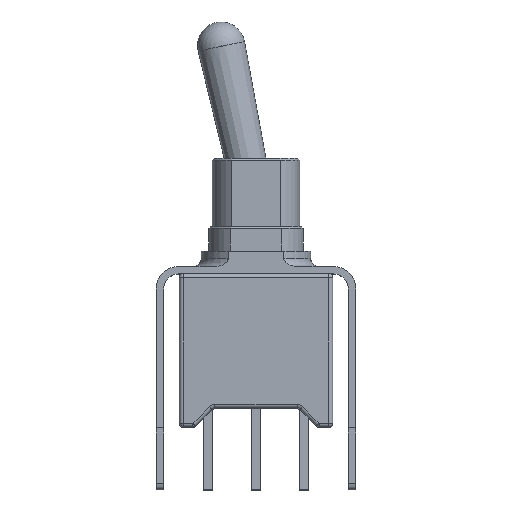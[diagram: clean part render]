
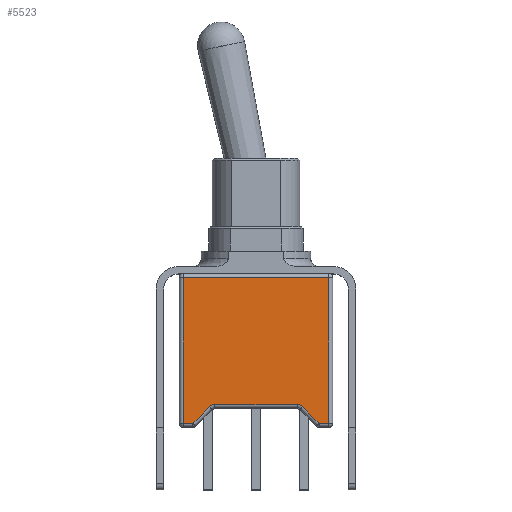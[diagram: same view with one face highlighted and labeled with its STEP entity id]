
A CAD part, top view. The second image highlights one B-rep face of the part: STEP entity #5523.
In plain terms, the highlighted planar face has unit normal (0, 0, 1).
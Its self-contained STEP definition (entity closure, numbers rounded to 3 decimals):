
#8 = VECTOR ( 'NONE', #556, 1000. ) ;
#35 = DIRECTION ( 'NONE',  ( 0., 0., 1. ) ) ;
#166 = CARTESIAN_POINT ( 'NONE',  ( -3.85, 0., 4.55 ) ) ;
#177 = VECTOR ( 'NONE', #4202, 1000. ) ;
#182 = DIRECTION ( 'NONE',  ( 1., 0., 0. ) ) ;
#246 = ORIENTED_EDGE ( 'NONE', *, *, #5154, .T. ) ;
#318 = EDGE_CURVE ( 'NONE', #1872, #2749, #5882, .T. ) ;
#556 = DIRECTION ( 'NONE',  ( 1., 0., 0. ) ) ;
#586 = CARTESIAN_POINT ( 'NONE',  ( -2.167, 1.2, 4.55 ) ) ;
#597 = LINE ( 'NONE', #2585, #1129 ) ;
#661 = ORIENTED_EDGE ( 'NONE', *, *, #2966, .T. ) ;
#665 = CARTESIAN_POINT ( 'NONE',  ( -3.85, 7.9, 4.55 ) ) ;
#681 = CARTESIAN_POINT ( 'NONE',  ( -3.333, 0.2, 4.55 ) ) ;
#706 = AXIS2_PLACEMENT_3D ( 'NONE', #5620, #3655, #5150 ) ;
#807 = VERTEX_POINT ( 'NONE', #905 ) ;
#822 = DIRECTION ( 'NONE',  ( 1., 0., 0. ) ) ;
#837 = CARTESIAN_POINT ( 'NONE',  ( 3.85, 8.1, 4.55 ) ) ;
#905 = CARTESIAN_POINT ( 'NONE',  ( 3.85, 7.9, 4.55 ) ) ;
#1129 = VECTOR ( 'NONE', #4582, 1000. ) ;
#1267 = EDGE_CURVE ( 'NONE', #1813, #807, #5923, .T. ) ;
#1374 = DIRECTION ( 'NONE',  ( 0., 0., 1. ) ) ;
#1636 = VECTOR ( 'NONE', #3812, 1000. ) ;
#1715 = ORIENTED_EDGE ( 'NONE', *, *, #5613, .T. ) ;
#1766 = CARTESIAN_POINT ( 'NONE',  ( 0., 0., 4.55 ) ) ;
#1795 = ORIENTED_EDGE ( 'NONE', *, *, #5967, .T. ) ;
#1798 = VERTEX_POINT ( 'NONE', #681 ) ;
#1813 = VERTEX_POINT ( 'NONE', #3550 ) ;
#1872 = VERTEX_POINT ( 'NONE', #586 ) ;
#1915 = CARTESIAN_POINT ( 'NONE',  ( -2.167, 0.8, 4.55 ) ) ;
#1935 = EDGE_CURVE ( 'NONE', #5202, #1798, #6231, .T. ) ;
#1957 = CIRCLE ( 'NONE', #706, 0.4 ) ;
#2020 = LINE ( 'NONE', #3455, #2494 ) ;
#2088 = CARTESIAN_POINT ( 'NONE',  ( 2.25, 1.2, 4.55 ) ) ;
#2325 = VERTEX_POINT ( 'NONE', #4714 ) ;
#2426 = ORIENTED_EDGE ( 'NONE', *, *, #4281, .F. ) ;
#2471 = CARTESIAN_POINT ( 'NONE',  ( 2.167, 1.2, 4.55 ) ) ;
#2494 = VECTOR ( 'NONE', #3518, 1000. ) ;
#2538 = DIRECTION ( 'NONE',  ( 1., 0., 0. ) ) ;
#2553 = VERTEX_POINT ( 'NONE', #665 ) ;
#2585 = CARTESIAN_POINT ( 'NONE',  ( -2.391, 1.141, 4.55 ) ) ;
#2595 = LINE ( 'NONE', #4592, #4882 ) ;
#2749 = VERTEX_POINT ( 'NONE', #2940 ) ;
#2940 = CARTESIAN_POINT ( 'NONE',  ( -2.45, 1.083, 4.55 ) ) ;
#2966 = EDGE_CURVE ( 'NONE', #1798, #2749, #597, .T. ) ;
#3096 = ORIENTED_EDGE ( 'NONE', *, *, #1267, .T. ) ;
#3149 = ORIENTED_EDGE ( 'NONE', *, *, #3357, .T. ) ;
#3252 = CARTESIAN_POINT ( 'NONE',  ( 0., 7.9, 4.55 ) ) ;
#3297 = EDGE_LOOP ( 'NONE', ( #5737, #6374, #661, #3355, #1795, #2426, #1715, #246, #3096, #3149 ) ) ;
#3355 = ORIENTED_EDGE ( 'NONE', *, *, #318, .F. ) ;
#3357 = EDGE_CURVE ( 'NONE', #807, #2553, #5276, .T. ) ;
#3382 = VECTOR ( 'NONE', #4391, 1000. ) ;
#3383 = FACE_OUTER_BOUND ( 'NONE', #3297, .T. ) ;
#3419 = CARTESIAN_POINT ( 'NONE',  ( 3.333, 0.2, 4.55 ) ) ;
#3429 = CARTESIAN_POINT ( 'NONE',  ( -3.85, 0.2, 4.55 ) ) ;
#3455 = CARTESIAN_POINT ( 'NONE',  ( 3.391, 0.141, 4.55 ) ) ;
#3518 = DIRECTION ( 'NONE',  ( 0.707, -0.707, 0. ) ) ;
#3550 = CARTESIAN_POINT ( 'NONE',  ( 3.85, 0.2, 4.55 ) ) ;
#3643 = VECTOR ( 'NONE', #3654, 1000. ) ;
#3654 = DIRECTION ( 'NONE',  ( 0., -1., 0. ) ) ;
#3655 = DIRECTION ( 'NONE',  ( 0., 0., 1. ) ) ;
#3806 = CARTESIAN_POINT ( 'NONE',  ( 0., 0.2, 4.55 ) ) ;
#3812 = DIRECTION ( 'NONE',  ( -1., 0., 0. ) ) ;
#4202 = DIRECTION ( 'NONE',  ( 1., 0., 0. ) ) ;
#4281 = EDGE_CURVE ( 'NONE', #2325, #6175, #1957, .T. ) ;
#4368 = VERTEX_POINT ( 'NONE', #3419 ) ;
#4391 = DIRECTION ( 'NONE',  ( 0., 1., 0. ) ) ;
#4582 = DIRECTION ( 'NONE',  ( 0.707, 0.707, 0. ) ) ;
#4585 = AXIS2_PLACEMENT_3D ( 'NONE', #1766, #1374, #822 ) ;
#4592 = CARTESIAN_POINT ( 'NONE',  ( 4.05, 0.2, 4.55 ) ) ;
#4635 = LINE ( 'NONE', #166, #3643 ) ;
#4714 = CARTESIAN_POINT ( 'NONE',  ( 2.45, 1.083, 4.55 ) ) ;
#4882 = VECTOR ( 'NONE', #182, 1000. ) ;
#5052 = LINE ( 'NONE', #2088, #8 ) ;
#5149 = AXIS2_PLACEMENT_3D ( 'NONE', #1915, #35, #2538 ) ;
#5150 = DIRECTION ( 'NONE',  ( 1., 0., 0. ) ) ;
#5154 = EDGE_CURVE ( 'NONE', #4368, #1813, #2595, .T. ) ;
#5202 = VERTEX_POINT ( 'NONE', #3429 ) ;
#5276 = LINE ( 'NONE', #3252, #1636 ) ;
#5284 = PLANE ( 'NONE',  #4585 ) ;
#5523 = ADVANCED_FACE ( 'NONE', ( #3383 ), #5284, .T. ) ;
#5613 = EDGE_CURVE ( 'NONE', #2325, #4368, #2020, .T. ) ;
#5620 = CARTESIAN_POINT ( 'NONE',  ( 2.167, 0.8, 4.55 ) ) ;
#5737 = ORIENTED_EDGE ( 'NONE', *, *, #6010, .T. ) ;
#5882 = CIRCLE ( 'NONE', #5149, 0.4 ) ;
#5923 = LINE ( 'NONE', #837, #3382 ) ;
#5967 = EDGE_CURVE ( 'NONE', #1872, #6175, #5052, .T. ) ;
#6010 = EDGE_CURVE ( 'NONE', #2553, #5202, #4635, .T. ) ;
#6175 = VERTEX_POINT ( 'NONE', #2471 ) ;
#6231 = LINE ( 'NONE', #3806, #177 ) ;
#6374 = ORIENTED_EDGE ( 'NONE', *, *, #1935, .T. ) ;
